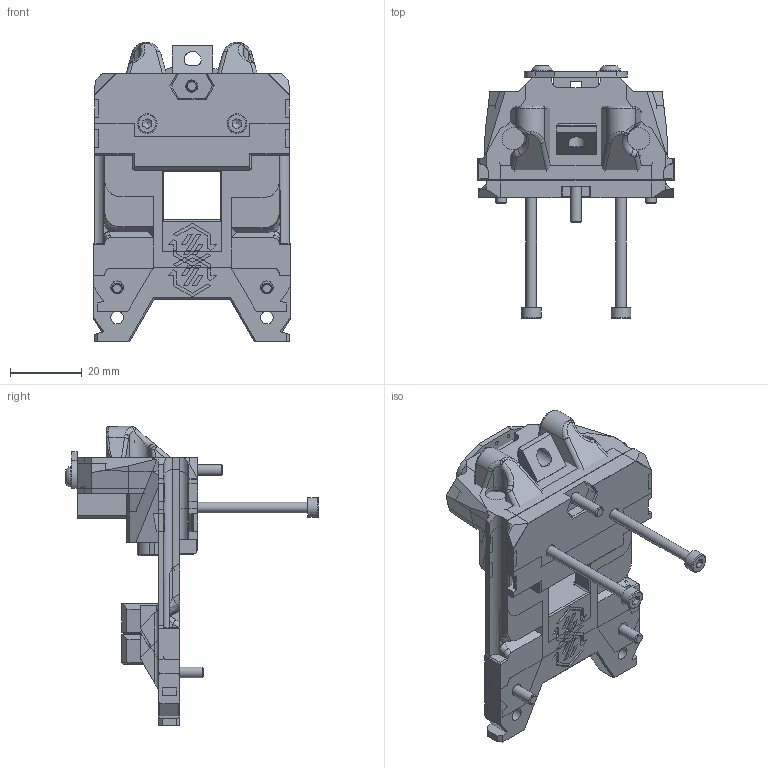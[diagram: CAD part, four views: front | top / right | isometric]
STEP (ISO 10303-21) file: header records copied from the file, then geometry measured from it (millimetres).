
FILE_DESCRIPTION(/* description */ (''),/* implementation_level */ '2;1');
FILE_NAME(/* name */ 'Yavoth.step',/* time_stamp */ '2024-11-15T16:27:34-07:00',/* author */ (''),/* organization */ (''),/* preprocessor_version */ 'ST-DEVELOPER v20',/* originating_system */ 'Autodesk Translation Framework v13.20.0.188',/* authorisation */ '');
FILE_SCHEMA (('AUTOMOTIVE_DESIGN { 1 0 10303 214 3 1 1 }'));
Products named in the file (24): Yavoth SC V1.1R2; Backplate HF; Plate; Addon (1); Spacer; Backplate UHF; Plate (1); Addon (1) (1); Spacer (1); Hardware (2); Tap_Sensor; Board; Sensor; M3x6 BHCS (2); M3x6 FHCS (7) (1); M3x6 FHCS (7) (1) (1); Pins 4x12 Rounded; 3x6mm Magnet (1) (3) (2) (1); M3x40 SHCS (15) (1); M3 Threaded Insert (3); M3x12 BHCS (2) (1) (1); M3x10 BHCS (2) (1); Pins 4x12 Rounded (1); Pins 4x12 Rounded (2)
Assembly tree (27 placements, depth 4):
  Yavoth SC V1.1R2
    Backplate HF
      Plate
        Addon (1)
      Spacer
    Backplate UHF
      Plate (1)
        Addon (1) (1)
      Spacer (1)
    Hardware (2)
      Tap_Sensor
        Board
        Sensor
        M3x6 BHCS (2)  x2
      M3x6 FHCS (7) (1)
      M3x6 FHCS (7) (1) (1)
      Pins 4x12 Rounded
      3x6mm Magnet (1) (3) (2) (1)
      M3x40 SHCS (15) (1)  x2
      M3x10 BHCS (2) (1)  x2
      M3 Threaded Insert (3)  x2
      M3x12 BHCS (2) (1) (1)
      Pins 4x12 Rounded (1)
      Pins 4x12 Rounded (2)
Bounding box: 55 x 70.63 x 83.54 mm (x, y, z)
Volume: 80126.1 mm3; surface area: 44388.7 mm2
Topology: 30 solids, 30 shells, 1611 faces, 4164 edges, 2692 vertices
Faces by surface type: plane 967, cylinder 318, bspline 218, cone 75, torus 17, sphere 16
Full cylindrical faces by diameter (mm): 0.87 x5, 1 x3, 1.8 x2, 2 x2, 2.7 x4, 2.8 x8, 2.9 x2, 3 x21, 3.1 x6, 3.2 x2, 3.4 x10, 3.5 x4, 4 x3, 4.1 x2, 4.25 x4, 4.6 x4, 4.7 x6, 5.5 x2, 5.54 x2, 5.7 x5, 6 x1, 6.1 x4, 6.2 x8, 6.3 x4
Entity records: 52635 total; most frequent: CARTESIAN_POINT 17257, ORIENTED_EDGE 7362, DIRECTION 6901, EDGE_CURVE 3681, LINE 2557, VECTOR 2557, VERTEX_POINT 2378, AXIS2_PLACEMENT_3D 2172
